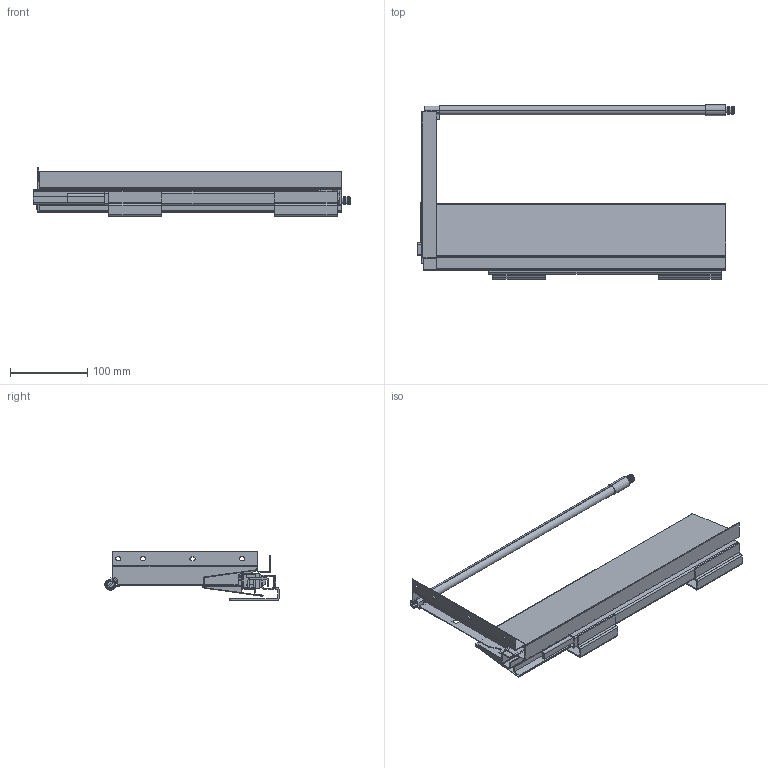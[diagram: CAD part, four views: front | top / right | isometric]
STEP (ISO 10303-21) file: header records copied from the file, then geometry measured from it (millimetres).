
FILE_DESCRIPTION (( 'STEP AP214' ), '1' );
FILE_NAME ('F000475,F000481-CLOSED_RIGHT_3D.step', '2022-10-10T14:50:43', ( '' ), ( '' ), 'SwSTEP 2.0', 'SolidWorks 2020', '' );
FILE_SCHEMA (( 'AUTOMOTIVE_DESIGN' ));
Length unit declared in the file: millimetre
Products named in the file (11): NX40-400-VNITRNI PRAVY; F000475,F000481-CLOSED_RIGHT_3D; NX40-350,400,450-VNEJSI PRAVY; NX40-400-CLOSED_RIGHT_3D; NX40-400-STREDNI; NX40-Koncovka KULATEHO relingu vnejsi-PRAVA; NX40-BOCNICE-SESTAVA-H204-1xKULATY RELING-400-PRAVA; NX40-Reling-ROUND-400-BEZ DRZAKU; NX40-drzak zad-H204-PRAVY; NX40-400-RELING KULATY VNEJSI PRAVY; Riex NX40 Bocnice-400-H86-PRAVA
Assembly tree (10 placements, depth 4):
  F000475,F000481-CLOSED_RIGHT_3D
    NX40-400-CLOSED_RIGHT_3D
      NX40-350,400,450-VNEJSI PRAVY
      NX40-400-STREDNI
      NX40-400-VNITRNI PRAVY
    NX40-BOCNICE-SESTAVA-H204-1xKULATY RELING-400-PRAVA
      Riex NX40 Bocnice-400-H86-PRAVA
      NX40-drzak zad-H204-PRAVY
      NX40-400-RELING KULATY VNEJSI PRAVY
        NX40-Reling-ROUND-400-BEZ DRZAKU
        NX40-Koncovka KULATEHO relingu vnejsi-PRAVA
Bounding box: 410 x 225 x 62.5 mm (x, y, z)
Volume: 221961.3 mm3; surface area: 421742.5 mm2
Topology: 16 solids, 17 shells, 397 faces, 1024 edges, 666 vertices
Faces by surface type: plane 215, cylinder 126, cone 56
Entity records: 12698 total; most frequent: DIRECTION 2175, CARTESIAN_POINT 2103, ORIENTED_EDGE 2048, EDGE_CURVE 1024, AXIS2_PLACEMENT_3D 738, LINE 699, VECTOR 699, VERTEX_POINT 666
